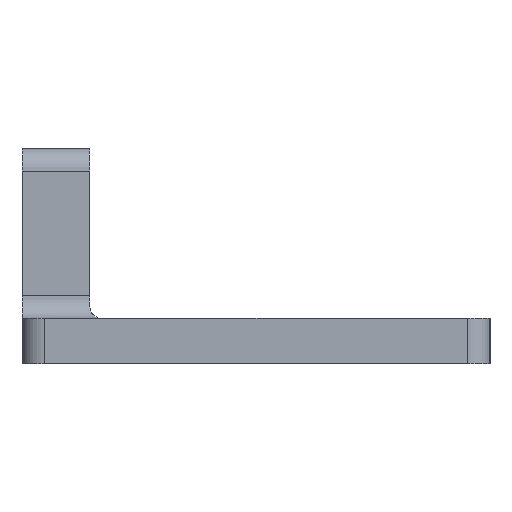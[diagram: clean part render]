
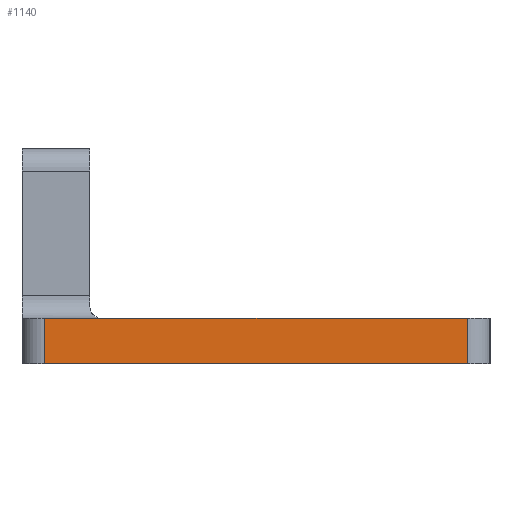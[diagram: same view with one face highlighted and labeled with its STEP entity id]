
A CAD part, left-side view. The second image highlights one B-rep face of the part: STEP entity #1140.
In plain terms, the highlighted planar face has unit normal (-1, 0, 0).
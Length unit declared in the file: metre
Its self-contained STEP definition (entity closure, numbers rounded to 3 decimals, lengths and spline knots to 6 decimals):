
#93=LINE('',#1844,#202);
#94=LINE('',#1847,#203);
#95=LINE('',#1849,#204);
#96=LINE('',#1851,#205);
#202=VECTOR('',#1456,1.);
#203=VECTOR('',#1457,1.);
#204=VECTOR('',#1458,1.);
#205=VECTOR('',#1459,1.);
#347=ORIENTED_EDGE('',*,*,#687,.T.);
#348=ORIENTED_EDGE('',*,*,#688,.T.);
#349=ORIENTED_EDGE('',*,*,#689,.F.);
#350=ORIENTED_EDGE('',*,*,#690,.T.);
#687=EDGE_CURVE('',#857,#858,#93,.T.);
#688=EDGE_CURVE('',#858,#859,#94,.F.);
#689=EDGE_CURVE('',#860,#859,#95,.T.);
#690=EDGE_CURVE('',#860,#857,#96,.T.);
#857=VERTEX_POINT('',#1845);
#858=VERTEX_POINT('',#1846);
#859=VERTEX_POINT('',#1848);
#860=VERTEX_POINT('',#1850);
#963=EDGE_LOOP('',(#347,#348,#349,#350));
#1044=FACE_BOUND('',#963,.T.);
#1111=PLANE('',#1248);
#1140=ADVANCED_FACE('',(#1044),#1111,.F.);
#1248=AXIS2_PLACEMENT_3D('',#1843,#1454,#1455);
#1454=DIRECTION('',(1.,0.,0.));
#1455=DIRECTION('',(0.,0.,-1.));
#1456=DIRECTION('',(0.,-1.,0.));
#1457=DIRECTION('',(0.,0.,-1.));
#1458=DIRECTION('',(0.,-1.,0.));
#1459=DIRECTION('',(0.,0.,-1.));
#1843=CARTESIAN_POINT('',(-0.159855,-0.020675,0.004));
#1844=CARTESIAN_POINT('',(-0.159855,-0.020675,0.));
#1845=CARTESIAN_POINT('',(-0.159855,-0.002,0.));
#1846=CARTESIAN_POINT('',(-0.159855,-0.03935,0.));
#1847=CARTESIAN_POINT('',(-0.159855,-0.03935,0.004));
#1848=CARTESIAN_POINT('',(-0.159855,-0.03935,0.004));
#1849=CARTESIAN_POINT('',(-0.159855,-0.020675,0.004));
#1850=CARTESIAN_POINT('',(-0.159855,-0.002,0.004));
#1851=CARTESIAN_POINT('',(-0.159855,-0.002,0.004));
